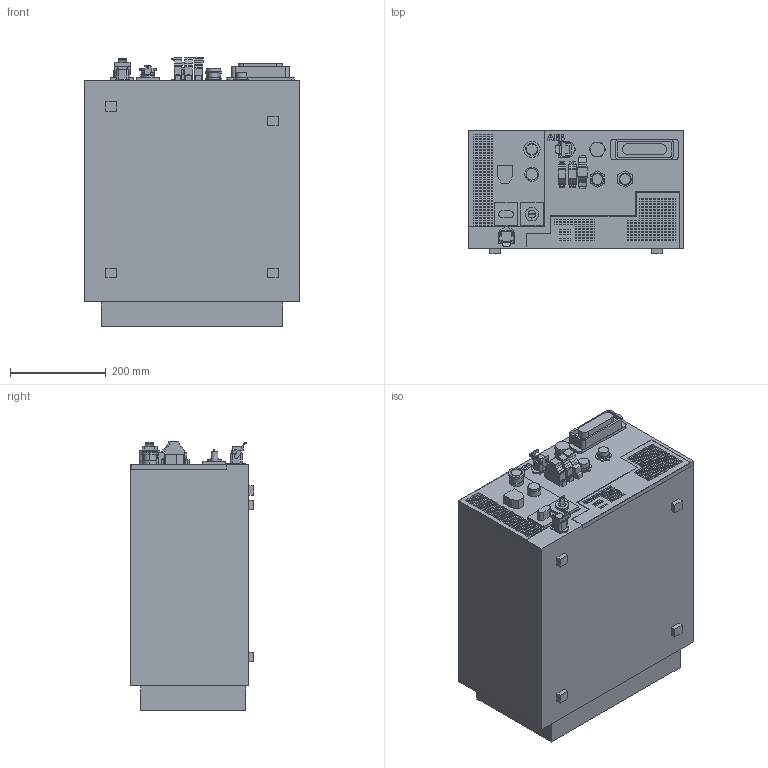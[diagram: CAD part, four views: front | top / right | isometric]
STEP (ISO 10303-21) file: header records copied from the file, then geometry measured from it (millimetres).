
FILE_DESCRIPTION(('CATIA V5 STEP Exchange'),'2;1');
FILE_NAME('IRC5_Compact.stp','2009-11-19T08:46:08+00:00',('none'),('none'),'CATIA Version 5 Release 19 SP 5 (IN-10)','CATIA V5 STEP AP214','none');
FILE_SCHEMA(('AUTOMOTIVE_DESIGN { 1 0 10303 214 1 1 1 1 }'));
Products named in the file (1): IRC5_Compact_remake
Bounding box: 450 x 257.2 x 563.25 mm (x, y, z)
Volume: 56170384.1 mm3; surface area: 1059230.3 mm2
Topology: 1 solids, 1 shells, 2288 faces, 5629 edges, 3742 vertices
Faces by surface type: plane 2167, cylinder 121
Entity records: 63581 total; most frequent: ORIENTED_EDGE 11258, CARTESIAN_POINT 11125, DIRECTION 8875, EDGE_CURVE 5629, VECTOR 5330, LINE 5330, VERTEX_POINT 3742, EDGE_LOOP 2695
